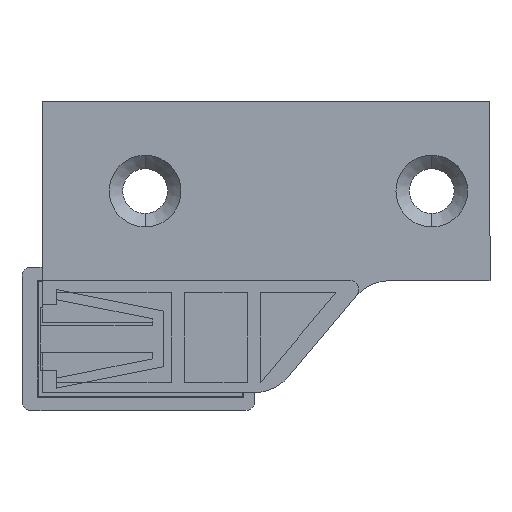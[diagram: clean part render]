
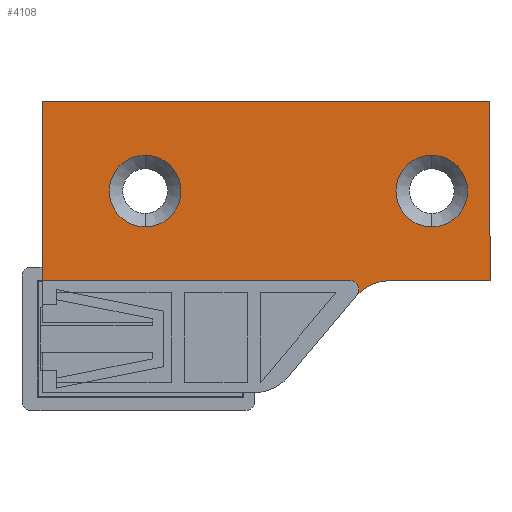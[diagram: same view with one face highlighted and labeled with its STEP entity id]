
A CAD part, left-side view. The second image highlights one B-rep face of the part: STEP entity #4108.
In plain terms, the highlighted face is planar.
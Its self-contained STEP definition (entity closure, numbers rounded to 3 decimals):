
#207 = EDGE_LOOP ( 'NONE', ( #2168, #886 ) ) ;
#238 = EDGE_CURVE ( 'NONE', #2531, #2902, #3178, .T. ) ;
#264 = CIRCLE ( 'NONE', #1102, 1. ) ;
#326 = AXIS2_PLACEMENT_3D ( 'NONE', #4137, #3894, #3199 ) ;
#438 = EDGE_CURVE ( 'NONE', #2006, #4224, #2469, .T. ) ;
#459 = DIRECTION ( 'NONE',  ( 1., 0., 0. ) ) ;
#498 = ORIENTED_EDGE ( 'NONE', *, *, #3702, .T. ) ;
#542 = VECTOR ( 'NONE', #4013, 1000. ) ;
#551 = ORIENTED_EDGE ( 'NONE', *, *, #2090, .T. ) ;
#567 = LINE ( 'NONE', #3240, #1495 ) ;
#594 = ORIENTED_EDGE ( 'NONE', *, *, #3780, .F. ) ;
#641 = AXIS2_PLACEMENT_3D ( 'NONE', #2707, #1051, #3026 ) ;
#886 = ORIENTED_EDGE ( 'NONE', *, *, #438, .T. ) ;
#900 = VERTEX_POINT ( 'NONE', #1872 ) ;
#912 = DIRECTION ( 'NONE',  ( 0., 1., 0. ) ) ;
#934 = EDGE_CURVE ( 'NONE', #2902, #2531, #3428, .T. ) ;
#1021 = VERTEX_POINT ( 'NONE', #2614 ) ;
#1033 = VECTOR ( 'NONE', #4191, 1000. ) ;
#1050 = DIRECTION ( 'NONE',  ( 0., 0., 1. ) ) ;
#1051 = DIRECTION ( 'NONE',  ( 0., 0., 1. ) ) ;
#1068 = CARTESIAN_POINT ( 'NONE',  ( 21., -34.354, -1.75 ) ) ;
#1102 = AXIS2_PLACEMENT_3D ( 'NONE', #1068, #1050, #1740 ) ;
#1105 = FACE_OUTER_BOUND ( 'NONE', #4110, .T. ) ;
#1157 = AXIS2_PLACEMENT_3D ( 'NONE', #4057, #4079, #2132 ) ;
#1440 = EDGE_CURVE ( 'NONE', #1021, #3918, #1475, .T. ) ;
#1450 = PLANE ( 'NONE',  #2459 ) ;
#1451 = ORIENTED_EDGE ( 'NONE', *, *, #3803, .T. ) ;
#1475 = LINE ( 'NONE', #2138, #1497 ) ;
#1482 = VERTEX_POINT ( 'NONE', #3479 ) ;
#1495 = VECTOR ( 'NONE', #912, 1000. ) ;
#1497 = VECTOR ( 'NONE', #2772, 1000. ) ;
#1517 = CARTESIAN_POINT ( 'NONE',  ( 6., -43.5, -1.75 ) ) ;
#1524 = CARTESIAN_POINT ( 'NONE',  ( 20., -38.83, -1.75 ) ) ;
#1604 = CIRCLE ( 'NONE', #4011, 4. ) ;
#1702 = CARTESIAN_POINT ( 'NONE',  ( 20., -50., -1.75 ) ) ;
#1729 = CARTESIAN_POINT ( 'NONE',  ( 20., -34.354, -1.75 ) ) ;
#1734 = FACE_BOUND ( 'NONE', #1778, .T. ) ;
#1740 = DIRECTION ( 'NONE',  ( 1., 0., 0. ) ) ;
#1775 = CARTESIAN_POINT ( 'NONE',  ( 0., -50., -1.75 ) ) ;
#1778 = EDGE_LOOP ( 'NONE', ( #2320, #2483 ) ) ;
#1852 = VERTEX_POINT ( 'NONE', #1729 ) ;
#1853 = AXIS2_PLACEMENT_3D ( 'NONE', #2108, #3415, #459 ) ;
#1872 = CARTESIAN_POINT ( 'NONE',  ( 0., -50., -1.75 ) ) ;
#2006 = VERTEX_POINT ( 'NONE', #3448 ) ;
#2090 = EDGE_CURVE ( 'NONE', #900, #1482, #567, .T. ) ;
#2108 = CARTESIAN_POINT ( 'NONE',  ( 25., -38.83, -1.75 ) ) ;
#2132 = DIRECTION ( 'NONE',  ( 1., 0., 0. ) ) ;
#2135 = EDGE_CURVE ( 'NONE', #2182, #1482, #2874, .T. ) ;
#2138 = CARTESIAN_POINT ( 'NONE',  ( 1.625, -51.935, -1.75 ) ) ;
#2146 = CARTESIAN_POINT ( 'NONE',  ( 6., -11.5, -1.75 ) ) ;
#2168 = ORIENTED_EDGE ( 'NONE', *, *, #3247, .T. ) ;
#2182 = VERTEX_POINT ( 'NONE', #2310 ) ;
#2229 = CARTESIAN_POINT ( 'NONE',  ( 21.643, -35.12, -1.75 ) ) ;
#2310 = CARTESIAN_POINT ( 'NONE',  ( 20., 0., -1.75 ) ) ;
#2317 = EDGE_CURVE ( 'NONE', #4171, #3324, #3975, .T. ) ;
#2320 = ORIENTED_EDGE ( 'NONE', *, *, #934, .T. ) ;
#2459 = AXIS2_PLACEMENT_3D ( 'NONE', #1775, #3364, #2700 ) ;
#2469 = CIRCLE ( 'NONE', #1157, 4. ) ;
#2483 = ORIENTED_EDGE ( 'NONE', *, *, #238, .T. ) ;
#2531 = VERTEX_POINT ( 'NONE', #2938 ) ;
#2547 = CIRCLE ( 'NONE', #1853, 5. ) ;
#2560 = CARTESIAN_POINT ( 'NONE',  ( 0., 0., -1.75 ) ) ;
#2614 = CARTESIAN_POINT ( 'NONE',  ( 21.784, -35.001, -1.75 ) ) ;
#2684 = CARTESIAN_POINT ( 'NONE',  ( 20., -50., -1.75 ) ) ;
#2693 = DIRECTION ( 'NONE',  ( 0., 1., 0. ) ) ;
#2700 = DIRECTION ( 'NONE',  ( 1., 0., 0. ) ) ;
#2706 = LINE ( 'NONE', #4078, #542 ) ;
#2707 = CARTESIAN_POINT ( 'NONE',  ( 10., -43.5, -1.75 ) ) ;
#2738 = VECTOR ( 'NONE', #2693, 1000. ) ;
#2772 = DIRECTION ( 'NONE',  ( -0.766, -0.643, 0. ) ) ;
#2838 = DIRECTION ( 'NONE',  ( 0., 0., 1. ) ) ;
#2874 = LINE ( 'NONE', #2560, #1033 ) ;
#2902 = VERTEX_POINT ( 'NONE', #1517 ) ;
#2938 = CARTESIAN_POINT ( 'NONE',  ( 14., -43.5, -1.75 ) ) ;
#3001 = FACE_BOUND ( 'NONE', #207, .T. ) ;
#3002 = ORIENTED_EDGE ( 'NONE', *, *, #3680, .F. ) ;
#3026 = DIRECTION ( 'NONE',  ( 1., 0., 0. ) ) ;
#3063 = DIRECTION ( 'NONE',  ( 0., 1., 0. ) ) ;
#3172 = ORIENTED_EDGE ( 'NONE', *, *, #1440, .F. ) ;
#3178 = CIRCLE ( 'NONE', #641, 4. ) ;
#3199 = DIRECTION ( 'NONE',  ( 1., 0., 0. ) ) ;
#3240 = CARTESIAN_POINT ( 'NONE',  ( 0., -50., -1.75 ) ) ;
#3247 = EDGE_CURVE ( 'NONE', #4224, #2006, #1604, .T. ) ;
#3324 = VERTEX_POINT ( 'NONE', #1524 ) ;
#3346 = CARTESIAN_POINT ( 'NONE',  ( 20., -50., -1.75 ) ) ;
#3364 = DIRECTION ( 'NONE',  ( 0., 0., 1. ) ) ;
#3415 = DIRECTION ( 'NONE',  ( 0., 0., 1. ) ) ;
#3428 = CIRCLE ( 'NONE', #326, 4. ) ;
#3448 = CARTESIAN_POINT ( 'NONE',  ( 14., -11.5, -1.75 ) ) ;
#3479 = CARTESIAN_POINT ( 'NONE',  ( 0., 0., -1.75 ) ) ;
#3491 = DIRECTION ( 'NONE',  ( 1., 0., 0. ) ) ;
#3502 = VECTOR ( 'NONE', #3063, 1000. ) ;
#3513 = CARTESIAN_POINT ( 'NONE',  ( 10., -11.5, -1.75 ) ) ;
#3680 = EDGE_CURVE ( 'NONE', #900, #4171, #2706, .T. ) ;
#3702 = EDGE_CURVE ( 'NONE', #1852, #3918, #264, .T. ) ;
#3775 = ORIENTED_EDGE ( 'NONE', *, *, #2135, .F. ) ;
#3780 = EDGE_CURVE ( 'NONE', #1852, #2182, #4056, .T. ) ;
#3803 = EDGE_CURVE ( 'NONE', #1021, #3324, #2547, .T. ) ;
#3894 = DIRECTION ( 'NONE',  ( 0., 0., 1. ) ) ;
#3918 = VERTEX_POINT ( 'NONE', #2229 ) ;
#3975 = LINE ( 'NONE', #1702, #2738 ) ;
#4011 = AXIS2_PLACEMENT_3D ( 'NONE', #3513, #2838, #3491 ) ;
#4013 = DIRECTION ( 'NONE',  ( 1., 0., 0. ) ) ;
#4056 = LINE ( 'NONE', #3346, #3502 ) ;
#4057 = CARTESIAN_POINT ( 'NONE',  ( 10., -11.5, -1.75 ) ) ;
#4078 = CARTESIAN_POINT ( 'NONE',  ( 0., -50., -1.75 ) ) ;
#4079 = DIRECTION ( 'NONE',  ( 0., 0., 1. ) ) ;
#4108 = ADVANCED_FACE ( 'NONE', ( #1734, #3001, #1105 ), #1450, .F. ) ;
#4110 = EDGE_LOOP ( 'NONE', ( #594, #498, #3172, #1451, #4206, #3002, #551, #3775 ) ) ;
#4137 = CARTESIAN_POINT ( 'NONE',  ( 10., -43.5, -1.75 ) ) ;
#4171 = VERTEX_POINT ( 'NONE', #2684 ) ;
#4191 = DIRECTION ( 'NONE',  ( -1., 0., 0. ) ) ;
#4206 = ORIENTED_EDGE ( 'NONE', *, *, #2317, .F. ) ;
#4224 = VERTEX_POINT ( 'NONE', #2146 ) ;
